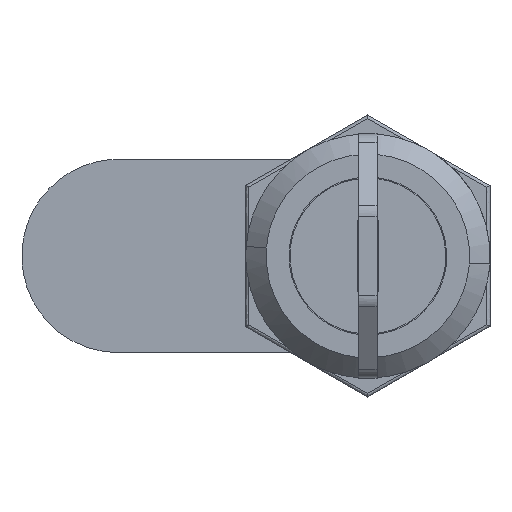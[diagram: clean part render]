
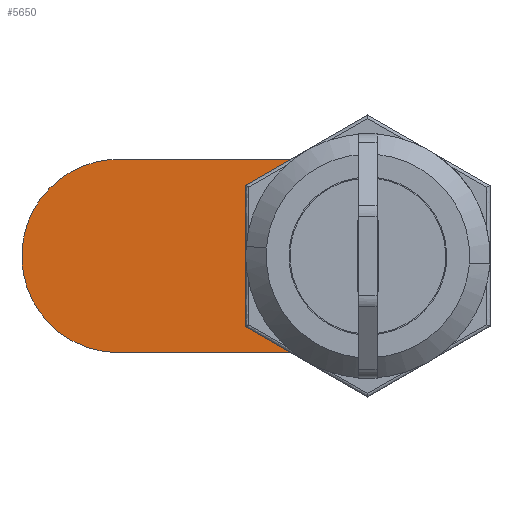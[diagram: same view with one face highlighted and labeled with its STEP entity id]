
A CAD part, front view. The second image highlights one B-rep face of the part: STEP entity #5650.
In plain terms, the highlighted free-form (B-spline) face has degree [1, 1] with [2, 2] control points.
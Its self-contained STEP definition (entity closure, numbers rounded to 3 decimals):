
#5549=CARTESIAN_POINT('',(23.6,-11.673,10.449));
#5550=CARTESIAN_POINT('',(23.6,36.173,10.449));
#5551=CARTESIAN_POINT('',(23.6,-11.673,-10.449));
#5552=CARTESIAN_POINT('',(23.6,36.173,-10.449));
#5553=B_SPLINE_SURFACE_WITH_KNOTS('',1,1,((#5549,#5551),(#5550,#5552)),.UNSPECIFIED.,.F.,.F.,.U.,(2,2),(2,2),(0.0,47.846),(0.0,20.898),.UNSPECIFIED.);
#5554=CARTESIAN_POINT('',(23.6,0.0,9.5));
#5555=VERTEX_POINT('',#5554);
#5556=CARTESIAN_POINT('',(23.6,0.0,-9.5));
#5557=VERTEX_POINT('',#5556);
#5558=CARTESIAN_POINT('',(23.6,0.0,9.5));
#5559=CARTESIAN_POINT('',(23.6,-9.5,9.5));
#5560=CARTESIAN_POINT('',(23.6,-9.5,0.0));
#5561=CARTESIAN_POINT('',(23.6,-9.5,-9.5));
#5562=CARTESIAN_POINT('',(23.6,0.0,-9.5));
#5570=(BOUNDED_CURVE()B_SPLINE_CURVE(2,(#5558,#5559,#5560,#5561,#5562),.UNSPECIFIED.,.F.,.U.)B_SPLINE_CURVE_WITH_KNOTS((3,2,3),(0.0,0.5,1.0),.UNSPECIFIED.)CURVE()GEOMETRIC_REPRESENTATION_ITEM()RATIONAL_B_SPLINE_CURVE((1.0,0.707,1.0,0.707,1.0))REPRESENTATION_ITEM(''));
#5571=EDGE_CURVE('',#5555,#5557,#5570,.T.);
#5572=ORIENTED_EDGE('',*,*,#5571,.F.);
#5573=CARTESIAN_POINT('',(23.6,24.5,9.5));
#5574=VERTEX_POINT('',#5573);
#5575=CARTESIAN_POINT('',(23.6,24.5,9.5));
#5576=CARTESIAN_POINT('',(23.6,0.0,9.5));
#5577=QUASI_UNIFORM_CURVE('',1,(#5575,#5576),.UNSPECIFIED.,.F.,.U.);
#5578=EDGE_CURVE('',#5574,#5555,#5577,.T.);
#5579=ORIENTED_EDGE('',*,*,#5578,.F.);
#5580=CARTESIAN_POINT('',(23.6,24.5,-9.5));
#5581=VERTEX_POINT('',#5580);
#5582=CARTESIAN_POINT('',(23.6,24.5,-9.5));
#5583=CARTESIAN_POINT('',(23.6,34.,-9.5));
#5584=CARTESIAN_POINT('',(23.6,34.0,0.0));
#5585=CARTESIAN_POINT('',(23.6,34.,9.5));
#5586=CARTESIAN_POINT('',(23.6,24.5,9.5));
#5594=(BOUNDED_CURVE()B_SPLINE_CURVE(2,(#5582,#5583,#5584,#5585,#5586),.UNSPECIFIED.,.F.,.U.)B_SPLINE_CURVE_WITH_KNOTS((3,2,3),(0.0,0.5,1.0),.UNSPECIFIED.)CURVE()GEOMETRIC_REPRESENTATION_ITEM()RATIONAL_B_SPLINE_CURVE((1.0,0.707,1.0,0.707,1.0))REPRESENTATION_ITEM(''));
#5595=EDGE_CURVE('',#5581,#5574,#5594,.T.);
#5596=ORIENTED_EDGE('',*,*,#5595,.F.);
#5597=CARTESIAN_POINT('',(23.6,0.0,-9.5));
#5598=CARTESIAN_POINT('',(23.6,24.5,-9.5));
#5599=QUASI_UNIFORM_CURVE('',1,(#5597,#5598),.UNSPECIFIED.,.F.,.U.);
#5600=EDGE_CURVE('',#5557,#5581,#5599,.T.);
#5601=ORIENTED_EDGE('',*,*,#5600,.F.);
#5602=EDGE_LOOP('',(#5572,#5579,#5596,#5601));
#5603=FACE_OUTER_BOUND('',#5602,.T.);
#5604=CARTESIAN_POINT('',(23.6,2.5,-3.122));
#5605=VERTEX_POINT('',#5604);
#5606=CARTESIAN_POINT('',(23.6,2.5,3.122));
#5607=VERTEX_POINT('',#5606);
#5608=CARTESIAN_POINT('',(23.6,2.5,-3.122));
#5609=CARTESIAN_POINT('',(23.6,2.5,3.122));
#5610=QUASI_UNIFORM_CURVE('',1,(#5608,#5609),.UNSPECIFIED.,.F.,.U.);
#5611=EDGE_CURVE('',#5605,#5607,#5610,.T.);
#5612=ORIENTED_EDGE('',*,*,#5611,.T.);
#5613=CARTESIAN_POINT('',(23.6,-2.5,3.122));
#5614=VERTEX_POINT('',#5613);
#5615=CARTESIAN_POINT('',(23.6,2.5,3.122));
#5616=CARTESIAN_POINT('',(23.6,0.,5.124));
#5617=CARTESIAN_POINT('',(23.6,-2.5,3.122));
#5625=(BOUNDED_CURVE()B_SPLINE_CURVE(2,(#5615,#5616,#5617),.UNSPECIFIED.,.F.,.U.)CURVE()GEOMETRIC_REPRESENTATION_ITEM()QUASI_UNIFORM_CURVE()RATIONAL_B_SPLINE_CURVE((1.0,0.781,1.0))REPRESENTATION_ITEM(''));
#5626=EDGE_CURVE('',#5607,#5614,#5625,.T.);
#5627=ORIENTED_EDGE('',*,*,#5626,.T.);
#5628=CARTESIAN_POINT('',(23.6,-2.5,-3.122));
#5629=VERTEX_POINT('',#5628);
#5630=CARTESIAN_POINT('',(23.6,-2.5,3.122));
#5631=CARTESIAN_POINT('',(23.6,-2.5,-3.122));
#5632=QUASI_UNIFORM_CURVE('',1,(#5630,#5631),.UNSPECIFIED.,.F.,.U.);
#5633=EDGE_CURVE('',#5614,#5629,#5632,.T.);
#5634=ORIENTED_EDGE('',*,*,#5633,.T.);
#5635=CARTESIAN_POINT('',(23.6,-2.5,-3.122));
#5636=CARTESIAN_POINT('',(23.6,0.,-5.124));
#5637=CARTESIAN_POINT('',(23.6,2.5,-3.122));
#5645=(BOUNDED_CURVE()B_SPLINE_CURVE(2,(#5635,#5636,#5637),.UNSPECIFIED.,.F.,.U.)CURVE()GEOMETRIC_REPRESENTATION_ITEM()QUASI_UNIFORM_CURVE()RATIONAL_B_SPLINE_CURVE((1.0,0.781,1.0))REPRESENTATION_ITEM(''));
#5646=EDGE_CURVE('',#5629,#5605,#5645,.T.);
#5647=ORIENTED_EDGE('',*,*,#5646,.T.);
#5648=EDGE_LOOP('',(#5612,#5627,#5634,#5647));
#5649=FACE_BOUND('',#5648,.T.);
#5650=ADVANCED_FACE('',(#5603,#5649),#5553,.T.);
